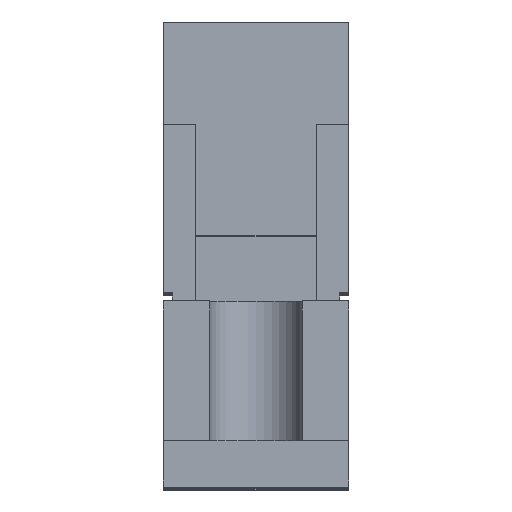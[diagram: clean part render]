
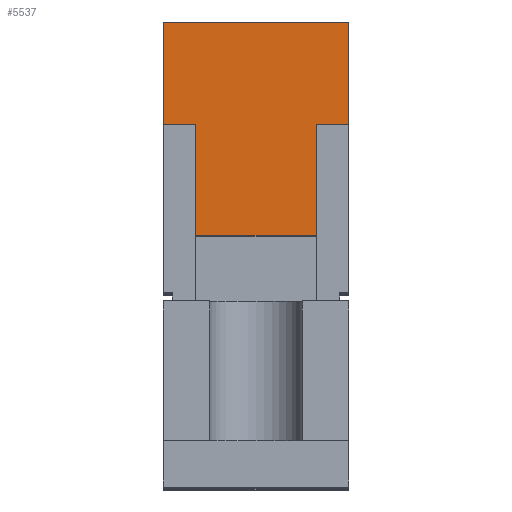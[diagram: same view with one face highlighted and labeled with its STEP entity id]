
A CAD part, top view. The second image highlights one B-rep face of the part: STEP entity #5537.
In plain terms, the highlighted face is planar.
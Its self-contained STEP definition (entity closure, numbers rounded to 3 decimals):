
#499=ORIENTED_EDGE('',*,*,#2055,.T.);
#500=ORIENTED_EDGE('',*,*,#2056,.T.);
#501=ORIENTED_EDGE('',*,*,#2057,.T.);
#502=ORIENTED_EDGE('',*,*,#2058,.F.);
#503=ORIENTED_EDGE('',*,*,#2059,.F.);
#504=ORIENTED_EDGE('',*,*,#2060,.T.);
#505=ORIENTED_EDGE('',*,*,#2061,.T.);
#506=ORIENTED_EDGE('',*,*,#2053,.T.);
#2053=EDGE_CURVE('',#2814,#2813,#3340,.T.);
#2055=EDGE_CURVE('',#2813,#2815,#3342,.T.);
#2056=EDGE_CURVE('',#2815,#2816,#3343,.T.);
#2057=EDGE_CURVE('',#2816,#2817,#3344,.T.);
#2058=EDGE_CURVE('',#2818,#2817,#3345,.T.);
#2059=EDGE_CURVE('',#2819,#2818,#3346,.T.);
#2060=EDGE_CURVE('',#2819,#2820,#3347,.T.);
#2061=EDGE_CURVE('',#2820,#2814,#3348,.T.);
#2813=VERTEX_POINT('',#8193);
#2814=VERTEX_POINT('',#8195);
#2815=VERTEX_POINT('',#8199);
#2816=VERTEX_POINT('',#8201);
#2817=VERTEX_POINT('',#8203);
#2818=VERTEX_POINT('',#8205);
#2819=VERTEX_POINT('',#8207);
#2820=VERTEX_POINT('',#8209);
#3340=LINE('',#8194,#3984);
#3342=LINE('',#8198,#3986);
#3343=LINE('',#8200,#3987);
#3344=LINE('',#8202,#3988);
#3345=LINE('',#8204,#3989);
#3346=LINE('',#8206,#3990);
#3347=LINE('',#8208,#3991);
#3348=LINE('',#8210,#3992);
#3984=VECTOR('',#6612,1000.);
#3986=VECTOR('',#6616,1000.);
#3987=VECTOR('',#6617,1000.);
#3988=VECTOR('',#6618,1000.);
#3989=VECTOR('',#6619,1000.);
#3990=VECTOR('',#6620,1000.);
#3991=VECTOR('',#6621,1000.);
#3992=VECTOR('',#6622,1000.);
#4562=EDGE_LOOP('',(#499,#500,#501,#502,#503,#504,#505,#506));
#4940=FACE_BOUND('',#4562,.T.);
#5310=PLANE('',#5950);
#5537=ADVANCED_FACE('',(#4940),#5310,.F.);
#5950=AXIS2_PLACEMENT_3D('',#8197,#6614,#6615);
#6612=DIRECTION('',(0.,0.,-1.));
#6614=DIRECTION('',(0.,-1.,0.));
#6615=DIRECTION('',(0.,0.,-1.));
#6616=DIRECTION('',(-1.,0.,0.));
#6617=DIRECTION('',(0.,0.,-1.));
#6618=DIRECTION('',(-1.,0.,0.));
#6619=DIRECTION('',(0.,0.,-1.));
#6620=DIRECTION('',(-1.,0.,0.));
#6621=DIRECTION('',(0.,0.,-1.));
#6622=DIRECTION('',(1.,0.,0.));
#8193=CARTESIAN_POINT('',(23.,215.,-6.5));
#8194=CARTESIAN_POINT('',(23.,215.,10.));
#8195=CARTESIAN_POINT('',(23.,215.,6.5));
#8197=CARTESIAN_POINT('',(23.,215.,10.));
#8198=CARTESIAN_POINT('',(23.,215.,-6.5));
#8199=CARTESIAN_POINT('',(11.,215.,-6.5));
#8200=CARTESIAN_POINT('',(11.,215.,10.));
#8201=CARTESIAN_POINT('',(11.,215.,-10.));
#8202=CARTESIAN_POINT('',(23.,215.,-10.));
#8203=CARTESIAN_POINT('',(0.,215.,-10.));
#8204=CARTESIAN_POINT('',(0.,215.,10.));
#8205=CARTESIAN_POINT('',(0.,215.,10.));
#8206=CARTESIAN_POINT('',(23.,215.,10.));
#8207=CARTESIAN_POINT('',(11.,215.,10.));
#8208=CARTESIAN_POINT('',(11.,215.,10.));
#8209=CARTESIAN_POINT('',(11.,215.,6.5));
#8210=CARTESIAN_POINT('',(23.,215.,6.5));
